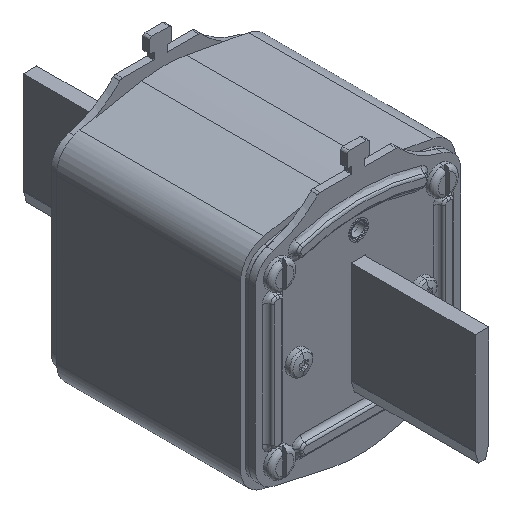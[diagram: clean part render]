
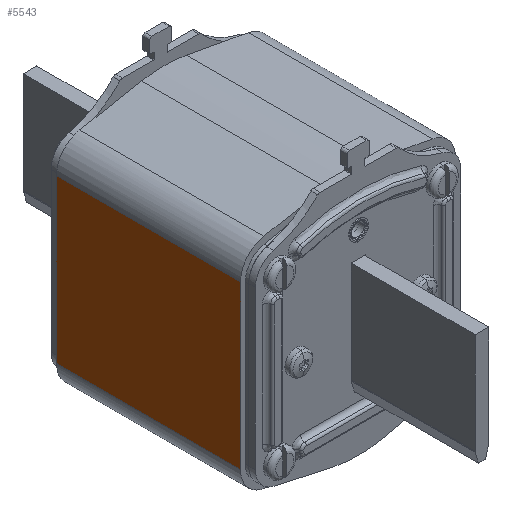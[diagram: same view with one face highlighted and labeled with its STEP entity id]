
A CAD part, isometric view. The second image highlights one B-rep face of the part: STEP entity #5543.
In plain terms, the highlighted free-form (B-spline) face has degree [1, 1] with [2, 2] control points.
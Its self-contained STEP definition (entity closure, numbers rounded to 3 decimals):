
#5251=CARTESIAN_POINT('V16',(-36.0,-47.6,
   40.75));
#5252=VERTEX_POINT('V16',#5251);
#5266=CARTESIAN_POINT('V14',(36.0,-47.6,
   40.75));
#5267=VERTEX_POINT('V14',#5266);
#5268=CARTESIAN_POINT('E21',(-36.0,-47.6,
   40.75));
#5269=CARTESIAN_POINT('E21',(36.0,-47.6,
   40.75));
#5270=QUASI_UNIFORM_CURVE('E21',1,(#5268,#5269),.POLYLINE_FORM.,.F.,
   .U.);
#5271=EDGE_CURVE('E21',#5252,#5267,#5270,.T.);
#5497=CARTESIAN_POINT('V13',(36.0,-47.6,
   -40.75));
#5498=VERTEX_POINT('V13',#5497);
#5514=CARTESIAN_POINT('E19',(36.0,-47.6,
   -40.75));
#5515=CARTESIAN_POINT('E19',(36.0,-47.6,
   40.75));
#5516=B_SPLINE_CURVE_WITH_KNOTS('E19',1,(#5514,#5515),
   .POLYLINE_FORM.,.F.,.U.,(2,2),(0.0,1.132),
   .UNSPECIFIED.);
#5517=EDGE_CURVE('E19',#5498,#5267,#5516,.T.);
#5522=CARTESIAN_POINT('F7',(-36.0,-47.6,
   -40.75));
#5523=CARTESIAN_POINT('F7',(36.0,-47.6,
   -40.75));
#5524=CARTESIAN_POINT('F7',(-36.0,-47.6,
   40.75));
#5525=CARTESIAN_POINT('F7',(36.0,-47.6,
   40.75));
#5526=B_SPLINE_SURFACE_WITH_KNOTS('F7',1,1,((#5522,#5524),(#5523,
   #5525)),.PLANE_SURF.,.F.,.F.,.U.,(2,2),(2,2),(0.0,1.0),(0.0,
   1.132),.UNSPECIFIED.);
#5527=CARTESIAN_POINT('V15',(-36.0,-47.6,
   -40.75));
#5528=VERTEX_POINT('V15',#5527);
#5529=CARTESIAN_POINT('E20',(36.0,-47.6,
   -40.75));
#5530=CARTESIAN_POINT('E20',(-36.0,-47.6,
   -40.75));
#5531=QUASI_UNIFORM_CURVE('E20',1,(#5529,#5530),.POLYLINE_FORM.,.F.,
   .U.);
#5532=EDGE_CURVE('E20',#5498,#5528,#5531,.T.);
#5533=ORIENTED_EDGE('E20',*,*,#5532,.F.);
#5534=ORIENTED_EDGE('F6',*,*,#5517,.T.);
#5535=ORIENTED_EDGE('E21',*,*,#5271,.F.);
#5536=CARTESIAN_POINT('E22',(-36.0,-47.6,
   -40.75));
#5537=CARTESIAN_POINT('E22',(-36.0,-47.6,
   40.75));
#5538=B_SPLINE_CURVE_WITH_KNOTS('E22',1,(#5536,#5537),
   .POLYLINE_FORM.,.F.,.U.,(2,2),(0.0,3.885),
   .UNSPECIFIED.);
#5539=EDGE_CURVE('E22',#5528,#5252,#5538,.T.);
#5540=ORIENTED_EDGE('E22',*,*,#5539,.F.);
#5541=EDGE_LOOP('F7',(#5533,#5534,#5535,#5540));
#5542=FACE_OUTER_BOUND('F7',#5541,.T.);
#5543=ADVANCED_FACE('F7',(#5542),#5526,.T.);
